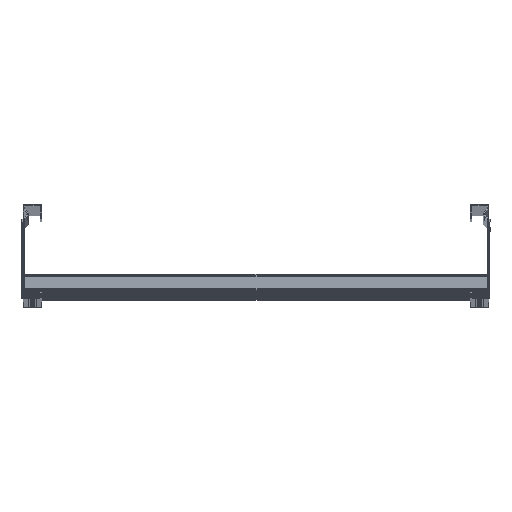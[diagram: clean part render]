
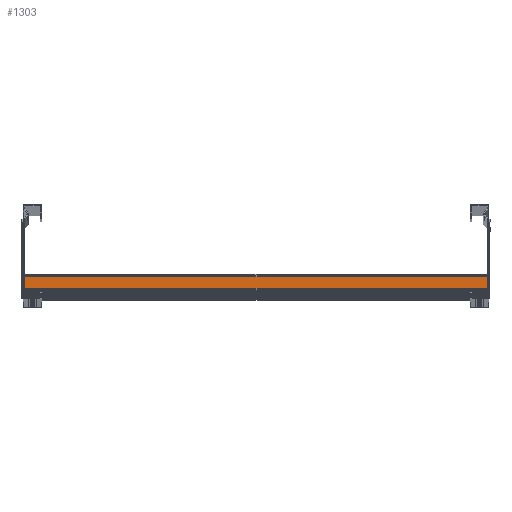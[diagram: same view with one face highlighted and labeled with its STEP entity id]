
A CAD part, top view. The second image highlights one B-rep face of the part: STEP entity #1303.
In plain terms, the highlighted face is planar.
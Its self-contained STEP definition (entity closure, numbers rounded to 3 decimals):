
#63 = LINE ( 'NONE', #11222, #30812 ) ;
#1303 = ADVANCED_FACE ( 'NONE', ( #21408 ), #20549, .T. ) ;
#1649 = LINE ( 'NONE', #26943, #17006 ) ;
#2088 = CARTESIAN_POINT ( 'NONE',  ( 18., 18., -248.5 ) ) ;
#5276 = EDGE_CURVE ( 'NONE', #15017, #26037, #27667, .T. ) ;
#5907 = VECTOR ( 'NONE', #29847, 1000. ) ;
#8763 = CARTESIAN_POINT ( 'NONE',  ( 18., 2.5, 248.5 ) ) ;
#9087 = DIRECTION ( 'NONE',  ( 0., 0., -1. ) ) ;
#10235 = LINE ( 'NONE', #2088, #31132 ) ;
#11222 = CARTESIAN_POINT ( 'NONE',  ( 18., 2.5, 248.5 ) ) ;
#13766 = EDGE_CURVE ( 'NONE', #19808, #15039, #10235, .T. ) ;
#15017 = VERTEX_POINT ( 'NONE', #17362 ) ;
#15039 = VERTEX_POINT ( 'NONE', #22619 ) ;
#15544 = CARTESIAN_POINT ( 'NONE',  ( 18., 18., 248.5 ) ) ;
#17006 = VECTOR ( 'NONE', #18454, 1000. ) ;
#17362 = CARTESIAN_POINT ( 'NONE',  ( 18., 15.5, 248.5 ) ) ;
#18210 = EDGE_LOOP ( 'NONE', ( #26599, #25935, #22996, #19928 ) ) ;
#18454 = DIRECTION ( 'NONE',  ( 0., 0., -1. ) ) ;
#19808 = VERTEX_POINT ( 'NONE', #29244 ) ;
#19928 = ORIENTED_EDGE ( 'NONE', *, *, #22750, .T. ) ;
#20549 = PLANE ( 'NONE',  #28715 ) ;
#21408 = FACE_OUTER_BOUND ( 'NONE', #18210, .T. ) ;
#22340 = DIRECTION ( 'NONE',  ( 0., -1., 0. ) ) ;
#22619 = CARTESIAN_POINT ( 'NONE',  ( 18., 2.5, -248.5 ) ) ;
#22673 = DIRECTION ( 'NONE',  ( 1., 0., 0. ) ) ;
#22750 = EDGE_CURVE ( 'NONE', #26037, #15039, #63, .T. ) ;
#22996 = ORIENTED_EDGE ( 'NONE', *, *, #5276, .T. ) ;
#25935 = ORIENTED_EDGE ( 'NONE', *, *, #29889, .F. ) ;
#26037 = VERTEX_POINT ( 'NONE', #8763 ) ;
#26599 = ORIENTED_EDGE ( 'NONE', *, *, #13766, .F. ) ;
#26943 = CARTESIAN_POINT ( 'NONE',  ( 18., 15.5, 248.5 ) ) ;
#27203 = CARTESIAN_POINT ( 'NONE',  ( 18., 18., 248.5 ) ) ;
#27667 = LINE ( 'NONE', #27203, #5907 ) ;
#28715 = AXIS2_PLACEMENT_3D ( 'NONE', #15544, #22673, #9087 ) ;
#29244 = CARTESIAN_POINT ( 'NONE',  ( 18., 15.5, -248.5 ) ) ;
#29847 = DIRECTION ( 'NONE',  ( 0., -1., 0. ) ) ;
#29889 = EDGE_CURVE ( 'NONE', #15017, #19808, #1649, .T. ) ;
#30812 = VECTOR ( 'NONE', #33059, 1000. ) ;
#31132 = VECTOR ( 'NONE', #22340, 1000. ) ;
#33059 = DIRECTION ( 'NONE',  ( 0., 0., -1. ) ) ;
